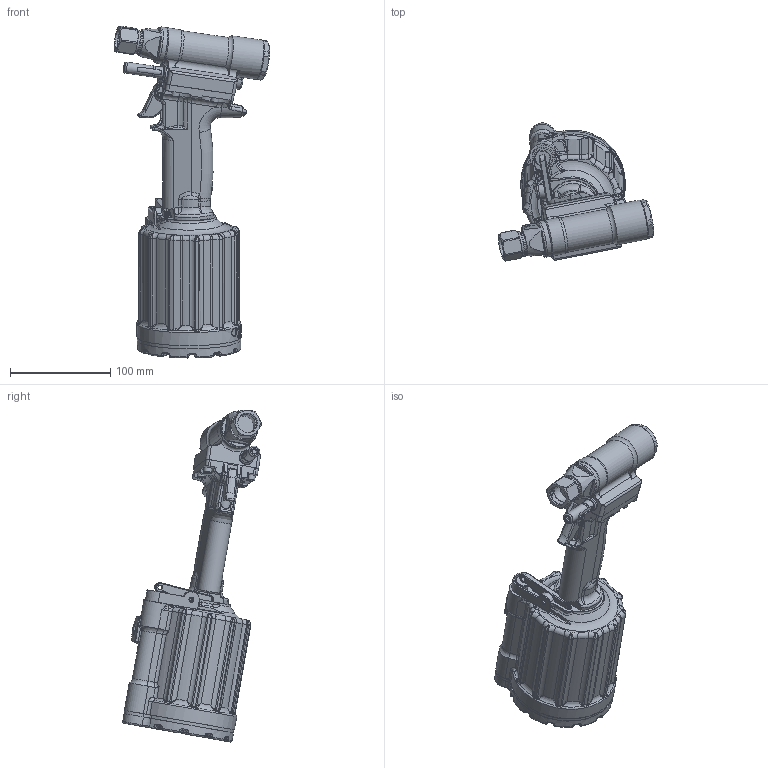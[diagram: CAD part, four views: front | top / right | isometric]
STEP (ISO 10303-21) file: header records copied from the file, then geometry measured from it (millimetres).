
FILE_DESCRIPTION(/* description */ (''),/* implementation_level */ '2;1');
FILE_NAME(/* name */ '244BT_CLR.stp',/* time_stamp */ '2011-11-09T16:39:15-05:00',/* author */ (''),/* organization */ (''),/* preprocessor_version */ 'ST-DEVELOPER v11',/* originating_system */ 'SIEMENS PLM Software NX 7.5',/* authorisation */ '');
FILE_SCHEMA (('CONFIG_CONTROL_DESIGN'));
Length unit declared in the file: inch
Products named in the file (1): 244BT_CLR_stp
Bounding box: 154.94 x 138.39 x 331.07 mm (x, y, z)
Volume: 751989.8 mm3; surface area: 220248.3 mm2
Topology: 1 solids, 17 shells, 1901 faces, 4695 edges, 2768 vertices
Faces by surface type: cylinder 590, plane 465, bspline 357, torus 319, cone 92, sphere 73, revolution 3, extrusion 2
Full cylindrical faces by diameter (mm): 1.194 x1, 1.27 x3, 1.981 x1, 2.365 x2, 3.759 x1, 3.823 x2, 3.967 x1, 4.521 x1, 4.731 x1, 4.775 x1, 4.788 x1, 4.826 x5, 5.055 x1, 5.118 x1, 5.131 x1, 5.207 x2, 5.22 x3, 5.367 x1, 5.55 x2, 6.515 x1, 7.137 x1, 7.925 x4, 9.08 x1, 9.169 x3, 9.524 x3, 9.538 x1, 9.55 x1, 9.614 x2, 9.779 x1, 9.906 x1
Entity records: 63576 total; most frequent: CARTESIAN_POINT 23199, ORIENTED_EDGE 8408, DIRECTION 8117, EDGE_CURVE 4204, AXIS2_PLACEMENT_3D 3420, VERTEX_POINT 2653, EDGE_LOOP 2252, ADVANCED_FACE 1901
